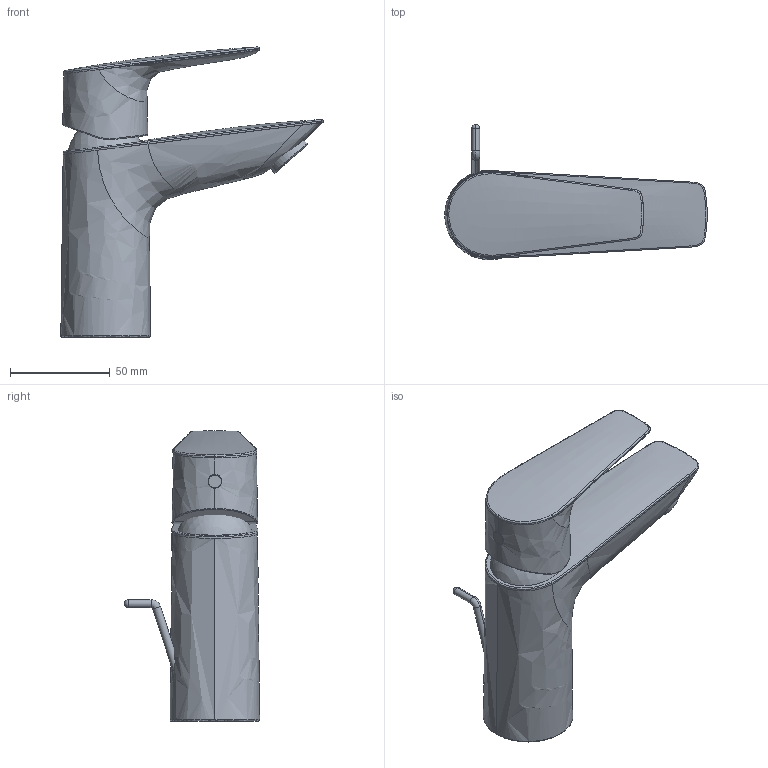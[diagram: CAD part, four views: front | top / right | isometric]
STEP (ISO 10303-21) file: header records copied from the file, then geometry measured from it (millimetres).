
FILE_DESCRIPTION(/* description */ ('AP214 STEP file'),/* implementation_level */ '2;1');
FILE_NAME(/* name */ '23559001_out.stp',/* time_stamp */ '2025-12-16T06:32:57+01:00',/* author */ (''),/* organization */ (''),/* preprocessor_version */ 'ST-DEVELOPER v18.1',/* originating_system */ 'Elysium Co. Ltd. STEP Translator v8.3.0.0',/* authorisation */ '');
FILE_SCHEMA (('AUTOMOTIVE_DESIGN { 1 0 10303 214 3 1 1 }'));
Length unit declared in the file: millimetre
Products named in the file (7): A4295155 OHM Basin Mixer S Size_Reduced Version_ASM_20190423; Group48; Group49; Group50; 40.2951.24300; Group52; 23559001
Assembly tree (6 placements, depth 2):
  23559001
    A4295155 OHM Basin Mixer S Size_Reduced Version_ASM_20190423
    Group48
    Group49
    Group50
    40.2951.24300
    Group52
Bounding box: 131.48 x 67.81 x 145.42 mm (x, y, z)
Surface area: 40096.1 mm2 (no closed solid volume)
Topology: 0 solids, 46 shells, 283 faces, 1923 edges, 1625 vertices
Faces by surface type: plane 132, cylinder 87, bspline 47, torus 7, cone 4, extrusion 3, sphere 3
Entity records: 20504 total; most frequent: CARTESIAN_POINT 8682, ORIENTED_EDGE 2335, EDGE_CURVE 1917, VERTEX_POINT 1625, VECTOR 1352, LINE 1349, STYLED_ITEM 551, AXIS2_PLACEMENT_3D 443
